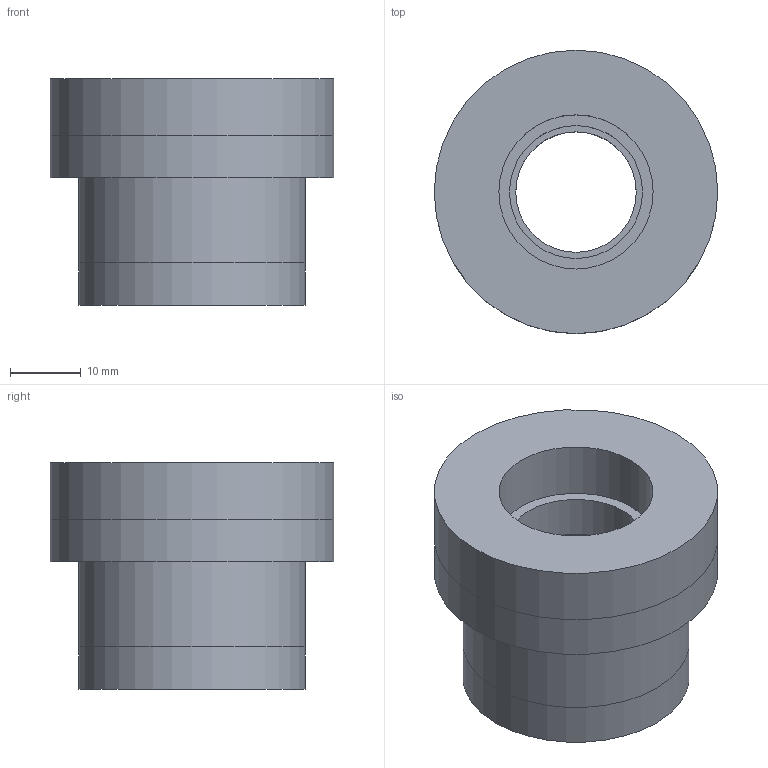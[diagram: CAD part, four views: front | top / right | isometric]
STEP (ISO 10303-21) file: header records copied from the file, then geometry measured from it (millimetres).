
FILE_DESCRIPTION(/* description */ (''),/* implementation_level */ '2;1');
FILE_NAME(/* name */ 'Shaft penetration.step',/* time_stamp */ '2021-07-08T08:37:54+02:00',/* author */ (''),/* organization */ (''),/* preprocessor_version */ 'ST-DEVELOPER v18.1',/* originating_system */ 'Autodesk Translation Framework v10.9.0.1377',/* authorisation */ '');
FILE_SCHEMA (('AUTOMOTIVE_DESIGN { 1 0 10303 214 3 1 1 }'));
Length unit declared in the file: millimetre
Products named in the file (5): Shaft penetration; Component1; Component2; Component3; Component4
Assembly tree (4 placements, depth 2):
  Shaft penetration
    Component1
    Component2
    Component3
    Component4
Bounding box: 40 x 40 x 32 mm (x, y, z)
Volume: 23059.9 mm3; surface area: 11405.3 mm2
Topology: 4 solids, 4 shells, 16 faces, 24 edges, 16 vertices
Faces by surface type: cylinder 8, plane 8
Full cylindrical faces by diameter (mm): 17 x1, 18.75 x2, 21.75 x1, 32 x2, 40 x2
Entity records: 529 total; most frequent: DIRECTION 90, CARTESIAN_POINT 65, ORIENTED_EDGE 48, AXIS2_PLACEMENT_3D 41, EDGE_LOOP 24, EDGE_CURVE 24, FACE_OUTER_BOUND 16, CIRCLE 16
